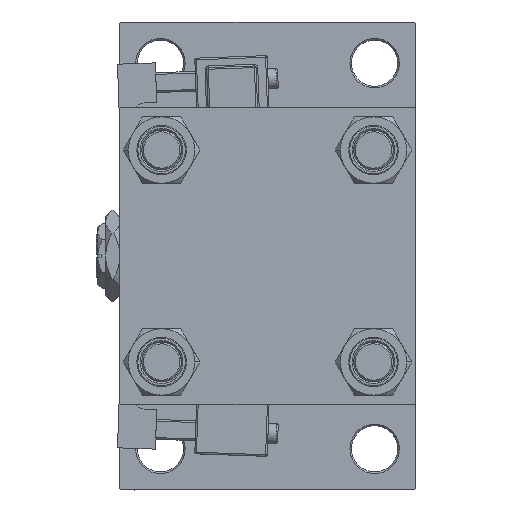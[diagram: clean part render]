
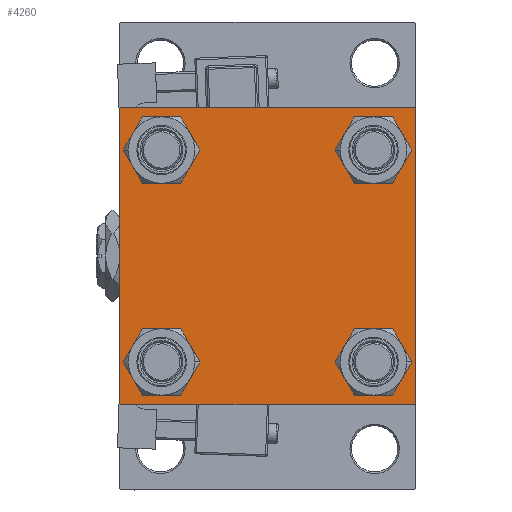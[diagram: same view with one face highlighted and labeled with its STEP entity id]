
A CAD part, left-side view. The second image highlights one B-rep face of the part: STEP entity #4260.
In plain terms, the highlighted planar face has unit normal (-1, 0, 0).
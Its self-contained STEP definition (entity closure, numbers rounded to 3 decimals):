
#56 = LINE ( 'NONE', #8362, #51188 ) ;
#147 = VERTEX_POINT ( 'NONE', #7117 ) ;
#166 = AXIS2_PLACEMENT_3D ( 'NONE', #17813, #33707, #41771 ) ;
#751 = EDGE_CURVE ( 'NONE', #16646, #147, #36482, .T. ) ;
#801 = CARTESIAN_POINT ( 'NONE',  ( 0., -32.15, 38.65 ) ) ;
#939 = CARTESIAN_POINT ( 'NONE',  ( 0., 45., -44.5 ) ) ;
#1338 = CARTESIAN_POINT ( 'NONE',  ( 0., 44.75, 44.75 ) ) ;
#1392 = EDGE_LOOP ( 'NONE', ( #28585, #12985 ) ) ;
#2322 = CARTESIAN_POINT ( 'NONE',  ( 0., -44.5, -45. ) ) ;
#2652 = DIRECTION ( 'NONE',  ( 0., 0., -1. ) ) ;
#3002 = VERTEX_POINT ( 'NONE', #22304 ) ;
#3052 = VECTOR ( 'NONE', #2652, 1000. ) ;
#3095 = DIRECTION ( 'NONE',  ( 1., 0., 0. ) ) ;
#3416 = EDGE_LOOP ( 'NONE', ( #47654, #11858, #45531, #42960, #42941, #44031, #28306, #10577 ) ) ;
#3687 = CIRCLE ( 'NONE', #6977, 6.5 ) ;
#4199 = ORIENTED_EDGE ( 'NONE', *, *, #14840, .T. ) ;
#4260 = ADVANCED_FACE ( 'NONE', ( #6897, #22758, #47253, #34758, #50654 ), #50915, .T. ) ;
#4770 = EDGE_CURVE ( 'NONE', #41721, #30308, #16947, .T. ) ;
#5411 = EDGE_CURVE ( 'NONE', #30308, #41721, #3687, .T. ) ;
#5968 = LINE ( 'NONE', #41899, #42213 ) ;
#6897 = FACE_BOUND ( 'NONE', #1392, .T. ) ;
#6977 = AXIS2_PLACEMENT_3D ( 'NONE', #24012, #23744, #51388 ) ;
#7117 = CARTESIAN_POINT ( 'NONE',  ( 0., 45., 44.5 ) ) ;
#7268 = LINE ( 'NONE', #26783, #24548 ) ;
#7822 = EDGE_CURVE ( 'NONE', #33698, #43906, #39124, .T. ) ;
#7853 = CARTESIAN_POINT ( 'NONE',  ( 0., -44.75, -44.75 ) ) ;
#8237 = EDGE_CURVE ( 'NONE', #39968, #34652, #15385, .T. ) ;
#8362 = CARTESIAN_POINT ( 'NONE',  ( 0., 45., 45. ) ) ;
#8970 = CARTESIAN_POINT ( 'NONE',  ( 0., -45., -44.5 ) ) ;
#8991 = VERTEX_POINT ( 'NONE', #939 ) ;
#9310 = AXIS2_PLACEMENT_3D ( 'NONE', #20552, #16632, #48429 ) ;
#9958 = CARTESIAN_POINT ( 'NONE',  ( 0., -45., 44.5 ) ) ;
#10268 = EDGE_CURVE ( 'NONE', #50953, #33617, #32365, .T. ) ;
#10577 = ORIENTED_EDGE ( 'NONE', *, *, #751, .T. ) ;
#10871 = CIRCLE ( 'NONE', #11688, 6.5 ) ;
#11170 = EDGE_CURVE ( 'NONE', #16646, #32258, #56, .T. ) ;
#11329 = CARTESIAN_POINT ( 'NONE',  ( 0., 32.15, -32.15 ) ) ;
#11688 = AXIS2_PLACEMENT_3D ( 'NONE', #11329, #42609, #47025 ) ;
#11858 = ORIENTED_EDGE ( 'NONE', *, *, #22569, .T. ) ;
#12808 = DIRECTION ( 'NONE',  ( 1., 0., 0. ) ) ;
#12985 = ORIENTED_EDGE ( 'NONE', *, *, #5411, .T. ) ;
#13707 = VECTOR ( 'NONE', #24239, 1000. ) ;
#13850 = CARTESIAN_POINT ( 'NONE',  ( 0., 32.15, 25.65 ) ) ;
#14328 = CARTESIAN_POINT ( 'NONE',  ( 0., -45., 45. ) ) ;
#14435 = CARTESIAN_POINT ( 'NONE',  ( 0., 0., 0. ) ) ;
#14453 = CARTESIAN_POINT ( 'NONE',  ( 0., 32.15, 38.65 ) ) ;
#14503 = DIRECTION ( 'NONE',  ( 0., 0., 1. ) ) ;
#14840 = EDGE_CURVE ( 'NONE', #22904, #3002, #30454, .T. ) ;
#15197 = DIRECTION ( 'NONE',  ( -1., 0., 0. ) ) ;
#15234 = EDGE_LOOP ( 'NONE', ( #37373, #15913 ) ) ;
#15385 = CIRCLE ( 'NONE', #35376, 6.5 ) ;
#15913 = ORIENTED_EDGE ( 'NONE', *, *, #50201, .T. ) ;
#16091 = EDGE_CURVE ( 'NONE', #147, #8991, #5968, .T. ) ;
#16632 = DIRECTION ( 'NONE',  ( 1., 0., 0. ) ) ;
#16646 = VERTEX_POINT ( 'NONE', #48278 ) ;
#16928 = DIRECTION ( 'NONE',  ( 0., 0.707, -0.707 ) ) ;
#16947 = CIRCLE ( 'NONE', #41039, 6.5 ) ;
#17813 = CARTESIAN_POINT ( 'NONE',  ( 0., -32.15, -32.15 ) ) ;
#19600 = DIRECTION ( 'NONE',  ( 0., 0., 1. ) ) ;
#20322 = EDGE_LOOP ( 'NONE', ( #24962, #24088 ) ) ;
#20356 = DIRECTION ( 'NONE',  ( 0., -0.707, 0.707 ) ) ;
#20551 = AXIS2_PLACEMENT_3D ( 'NONE', #24541, #12808, #19600 ) ;
#20552 = CARTESIAN_POINT ( 'NONE',  ( 0., -32.15, -32.15 ) ) ;
#21333 = CIRCLE ( 'NONE', #34647, 6.5 ) ;
#22013 = VECTOR ( 'NONE', #38880, 1000. ) ;
#22177 = EDGE_LOOP ( 'NONE', ( #42549, #4199 ) ) ;
#22304 = CARTESIAN_POINT ( 'NONE',  ( 0., 32.15, -25.65 ) ) ;
#22557 = CIRCLE ( 'NONE', #166, 6.5 ) ;
#22569 = EDGE_CURVE ( 'NONE', #8991, #33698, #7268, .T. ) ;
#22582 = VERTEX_POINT ( 'NONE', #30180 ) ;
#22758 = FACE_BOUND ( 'NONE', #15234, .T. ) ;
#22904 = VERTEX_POINT ( 'NONE', #26053 ) ;
#23117 = EDGE_CURVE ( 'NONE', #50953, #32258, #43248, .T. ) ;
#23744 = DIRECTION ( 'NONE',  ( 1., 0., 0. ) ) ;
#24012 = CARTESIAN_POINT ( 'NONE',  ( 0., -32.15, 32.15 ) ) ;
#24088 = ORIENTED_EDGE ( 'NONE', *, *, #8237, .T. ) ;
#24239 = DIRECTION ( 'NONE',  ( 0., 0.707, 0.707 ) ) ;
#24541 = CARTESIAN_POINT ( 'NONE',  ( 0., 32.15, -32.15 ) ) ;
#24548 = VECTOR ( 'NONE', #38790, 1000. ) ;
#24889 = EDGE_CURVE ( 'NONE', #43906, #33617, #35984, .T. ) ;
#24962 = ORIENTED_EDGE ( 'NONE', *, *, #25360, .T. ) ;
#25360 = EDGE_CURVE ( 'NONE', #34652, #39968, #21333, .T. ) ;
#26053 = CARTESIAN_POINT ( 'NONE',  ( 0., 32.15, -38.65 ) ) ;
#26783 = CARTESIAN_POINT ( 'NONE',  ( 0., 44.75, -44.75 ) ) ;
#26981 = DIRECTION ( 'NONE',  ( 0., 0., 1. ) ) ;
#28043 = CARTESIAN_POINT ( 'NONE',  ( 0., -32.15, 25.65 ) ) ;
#28306 = ORIENTED_EDGE ( 'NONE', *, *, #11170, .F. ) ;
#28585 = ORIENTED_EDGE ( 'NONE', *, *, #4770, .T. ) ;
#30180 = CARTESIAN_POINT ( 'NONE',  ( 0., -32.15, -25.65 ) ) ;
#30308 = VERTEX_POINT ( 'NONE', #28043 ) ;
#30454 = CIRCLE ( 'NONE', #20551, 6.5 ) ;
#30913 = VECTOR ( 'NONE', #16928, 1000. ) ;
#32258 = VERTEX_POINT ( 'NONE', #43557 ) ;
#32365 = LINE ( 'NONE', #14328, #3052 ) ;
#33617 = VERTEX_POINT ( 'NONE', #8970 ) ;
#33698 = VERTEX_POINT ( 'NONE', #37848 ) ;
#33707 = DIRECTION ( 'NONE',  ( 1., 0., 0. ) ) ;
#34310 = CARTESIAN_POINT ( 'NONE',  ( 0., -32.15, 32.15 ) ) ;
#34647 = AXIS2_PLACEMENT_3D ( 'NONE', #42881, #37967, #26981 ) ;
#34652 = VERTEX_POINT ( 'NONE', #14453 ) ;
#34758 = FACE_BOUND ( 'NONE', #20322, .T. ) ;
#35210 = CARTESIAN_POINT ( 'NONE',  ( 0., 45., -45. ) ) ;
#35376 = AXIS2_PLACEMENT_3D ( 'NONE', #46564, #3095, #42910 ) ;
#35984 = LINE ( 'NONE', #7853, #38786 ) ;
#36482 = LINE ( 'NONE', #1338, #30913 ) ;
#37373 = ORIENTED_EDGE ( 'NONE', *, *, #46482, .T. ) ;
#37819 = EDGE_CURVE ( 'NONE', #3002, #22904, #10871, .T. ) ;
#37848 = CARTESIAN_POINT ( 'NONE',  ( 0., 44.5, -45. ) ) ;
#37967 = DIRECTION ( 'NONE',  ( 1., 0., 0. ) ) ;
#38786 = VECTOR ( 'NONE', #20356, 1000. ) ;
#38790 = DIRECTION ( 'NONE',  ( 0., -0.707, -0.707 ) ) ;
#38880 = DIRECTION ( 'NONE',  ( 0., -1., 0. ) ) ;
#39124 = LINE ( 'NONE', #35210, #22013 ) ;
#39968 = VERTEX_POINT ( 'NONE', #13850 ) ;
#40232 = AXIS2_PLACEMENT_3D ( 'NONE', #14435, #15197, #46994 ) ;
#40761 = VERTEX_POINT ( 'NONE', #43527 ) ;
#41039 = AXIS2_PLACEMENT_3D ( 'NONE', #34310, #50213, #14503 ) ;
#41721 = VERTEX_POINT ( 'NONE', #801 ) ;
#41771 = DIRECTION ( 'NONE',  ( 0., 0., 1. ) ) ;
#41899 = CARTESIAN_POINT ( 'NONE',  ( 0., 45., 45. ) ) ;
#42213 = VECTOR ( 'NONE', #48719, 1000. ) ;
#42549 = ORIENTED_EDGE ( 'NONE', *, *, #37819, .T. ) ;
#42609 = DIRECTION ( 'NONE',  ( 1., 0., 0. ) ) ;
#42881 = CARTESIAN_POINT ( 'NONE',  ( 0., 32.15, 32.15 ) ) ;
#42910 = DIRECTION ( 'NONE',  ( 0., 0., 1. ) ) ;
#42941 = ORIENTED_EDGE ( 'NONE', *, *, #10268, .F. ) ;
#42960 = ORIENTED_EDGE ( 'NONE', *, *, #24889, .T. ) ;
#42994 = DIRECTION ( 'NONE',  ( 0., -1., 0. ) ) ;
#43248 = LINE ( 'NONE', #51349, #13707 ) ;
#43527 = CARTESIAN_POINT ( 'NONE',  ( 0., -32.15, -38.65 ) ) ;
#43557 = CARTESIAN_POINT ( 'NONE',  ( 0., -44.5, 45. ) ) ;
#43906 = VERTEX_POINT ( 'NONE', #2322 ) ;
#44031 = ORIENTED_EDGE ( 'NONE', *, *, #23117, .T. ) ;
#44253 = CIRCLE ( 'NONE', #9310, 6.5 ) ;
#45531 = ORIENTED_EDGE ( 'NONE', *, *, #7822, .T. ) ;
#46482 = EDGE_CURVE ( 'NONE', #22582, #40761, #22557, .T. ) ;
#46564 = CARTESIAN_POINT ( 'NONE',  ( 0., 32.15, 32.15 ) ) ;
#46994 = DIRECTION ( 'NONE',  ( 0., 0., 1. ) ) ;
#47025 = DIRECTION ( 'NONE',  ( 0., 0., 1. ) ) ;
#47253 = FACE_BOUND ( 'NONE', #22177, .T. ) ;
#47654 = ORIENTED_EDGE ( 'NONE', *, *, #16091, .T. ) ;
#48278 = CARTESIAN_POINT ( 'NONE',  ( 0., 44.5, 45. ) ) ;
#48429 = DIRECTION ( 'NONE',  ( 0., 0., 1. ) ) ;
#48719 = DIRECTION ( 'NONE',  ( 0., 0., -1. ) ) ;
#50201 = EDGE_CURVE ( 'NONE', #40761, #22582, #44253, .T. ) ;
#50213 = DIRECTION ( 'NONE',  ( 1., 0., 0. ) ) ;
#50654 = FACE_OUTER_BOUND ( 'NONE', #3416, .T. ) ;
#50915 = PLANE ( 'NONE',  #40232 ) ;
#50953 = VERTEX_POINT ( 'NONE', #9958 ) ;
#51188 = VECTOR ( 'NONE', #42994, 1000. ) ;
#51349 = CARTESIAN_POINT ( 'NONE',  ( 0., -44.75, 44.75 ) ) ;
#51388 = DIRECTION ( 'NONE',  ( 0., 0., 1. ) ) ;
